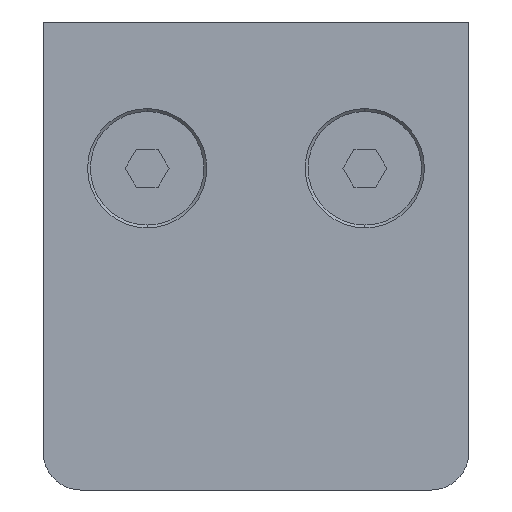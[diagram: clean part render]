
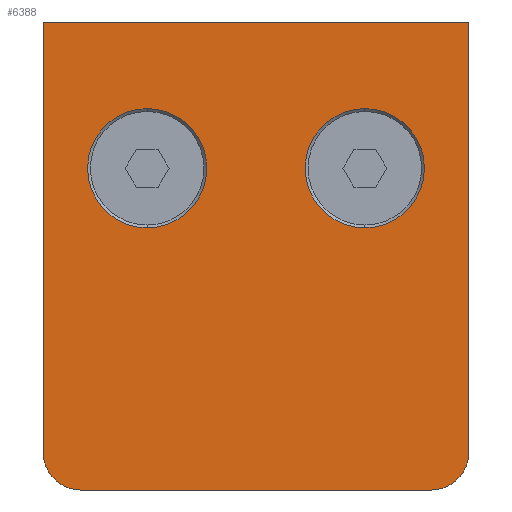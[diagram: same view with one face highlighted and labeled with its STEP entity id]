
A CAD part, front view. The second image highlights one B-rep face of the part: STEP entity #6388.
In plain terms, the highlighted planar face has unit normal (0, -1, 0).
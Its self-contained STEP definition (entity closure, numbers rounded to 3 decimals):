
#240 = AXIS2_PLACEMENT_3D ( 'NONE', #19718, #12831, #17271 ) ;
#850 = EDGE_CURVE ( 'NONE', #18839, #15079, #22802, .T. ) ;
#1271 = CARTESIAN_POINT ( 'NONE',  ( -18.5, 0.5, -45. ) ) ;
#1344 = CARTESIAN_POINT ( 'NONE',  ( 11.5, 0.5, -11. ) ) ;
#1649 = ORIENTED_EDGE ( 'NONE', *, *, #6055, .F. ) ;
#1766 = DIRECTION ( 'NONE',  ( 0., -1., 0. ) ) ;
#1920 = DIRECTION ( 'NONE',  ( 0., 0., -1. ) ) ;
#2061 = EDGE_CURVE ( 'NONE', #15079, #3848, #21065, .T. ) ;
#2316 = ORIENTED_EDGE ( 'NONE', *, *, #3695, .F. ) ;
#2684 = CARTESIAN_POINT ( 'NONE',  ( 18.5, 0.5, -41. ) ) ;
#3695 = EDGE_CURVE ( 'NONE', #17208, #14823, #11845, .T. ) ;
#3830 = VERTEX_POINT ( 'NONE', #16114 ) ;
#3848 = VERTEX_POINT ( 'NONE', #6329 ) ;
#5019 = CARTESIAN_POINT ( 'NONE',  ( 11.5, 0.5, -17.3 ) ) ;
#5496 = EDGE_LOOP ( 'NONE', ( #10644, #2316 ) ) ;
#5588 = EDGE_CURVE ( 'NONE', #14823, #17208, #29872, .T. ) ;
#5593 = CIRCLE ( 'NONE', #22660, 6.3 ) ;
#5699 = EDGE_CURVE ( 'NONE', #3848, #3830, #30162, .T. ) ;
#6055 = EDGE_CURVE ( 'NONE', #3830, #22965, #17309, .T. ) ;
#6329 = CARTESIAN_POINT ( 'NONE',  ( -22.5, 0.5, -41. ) ) ;
#6388 = ADVANCED_FACE ( 'NONE', ( #28588, #7780, #26879 ), #15279, .T. ) ;
#6446 = VECTOR ( 'NONE', #11048, 1000. ) ;
#7077 = VECTOR ( 'NONE', #13048, 1000. ) ;
#7117 = DIRECTION ( 'NONE',  ( 0., 1., 0. ) ) ;
#7377 = EDGE_CURVE ( 'NONE', #12606, #14819, #15838, .T. ) ;
#7780 = FACE_BOUND ( 'NONE', #5496, .T. ) ;
#7868 = EDGE_CURVE ( 'NONE', #14819, #12606, #5593, .T. ) ;
#8506 = LINE ( 'NONE', #17860, #15602 ) ;
#8835 = AXIS2_PLACEMENT_3D ( 'NONE', #28521, #7117, #16756 ) ;
#8897 = DIRECTION ( 'NONE',  ( 0., -1., 0. ) ) ;
#9811 = ORIENTED_EDGE ( 'NONE', *, *, #13125, .F. ) ;
#10644 = ORIENTED_EDGE ( 'NONE', *, *, #5588, .F. ) ;
#10899 = ORIENTED_EDGE ( 'NONE', *, *, #7377, .F. ) ;
#11048 = DIRECTION ( 'NONE',  ( 0., 0., 1. ) ) ;
#11724 = DIRECTION ( 'NONE',  ( 0., 0., -1. ) ) ;
#11845 = CIRCLE ( 'NONE', #18201, 6.3 ) ;
#12606 = VERTEX_POINT ( 'NONE', #25844 ) ;
#12831 = DIRECTION ( 'NONE',  ( 0., -1., 0. ) ) ;
#12865 = CARTESIAN_POINT ( 'NONE',  ( 0., 0.5, 4.454 ) ) ;
#13048 = DIRECTION ( 'NONE',  ( -1., 0., 0. ) ) ;
#13052 = ORIENTED_EDGE ( 'NONE', *, *, #2061, .F. ) ;
#13125 = EDGE_CURVE ( 'NONE', #22965, #15405, #8506, .T. ) ;
#13400 = CARTESIAN_POINT ( 'NONE',  ( -11.5, 0.5, -11. ) ) ;
#14189 = CIRCLE ( 'NONE', #28852, 4. ) ;
#14819 = VERTEX_POINT ( 'NONE', #5019 ) ;
#14823 = VERTEX_POINT ( 'NONE', #16947 ) ;
#15079 = VERTEX_POINT ( 'NONE', #15850 ) ;
#15279 = PLANE ( 'NONE',  #240 ) ;
#15405 = VERTEX_POINT ( 'NONE', #24459 ) ;
#15602 = VECTOR ( 'NONE', #27161, 1000. ) ;
#15693 = DIRECTION ( 'NONE',  ( 0., -1., 0. ) ) ;
#15838 = CIRCLE ( 'NONE', #23629, 6.3 ) ;
#15850 = CARTESIAN_POINT ( 'NONE',  ( -18.5, 0.5, -45. ) ) ;
#16114 = CARTESIAN_POINT ( 'NONE',  ( -22.5, 0.5, 4.454 ) ) ;
#16756 = DIRECTION ( 'NONE',  ( 0., 0., -1. ) ) ;
#16947 = CARTESIAN_POINT ( 'NONE',  ( -11.5, 0.5, -17.3 ) ) ;
#17208 = VERTEX_POINT ( 'NONE', #28419 ) ;
#17271 = DIRECTION ( 'NONE',  ( 0., 0., -1. ) ) ;
#17309 = LINE ( 'NONE', #12865, #24508 ) ;
#17860 = CARTESIAN_POINT ( 'NONE',  ( 22.5, 0.5, 0. ) ) ;
#18152 = AXIS2_PLACEMENT_3D ( 'NONE', #20678, #8897, #30164 ) ;
#18201 = AXIS2_PLACEMENT_3D ( 'NONE', #13400, #1766, #1920 ) ;
#18839 = VERTEX_POINT ( 'NONE', #24123 ) ;
#19341 = CARTESIAN_POINT ( 'NONE',  ( 22.5, 0.5, 4.454 ) ) ;
#19718 = CARTESIAN_POINT ( 'NONE',  ( -18.5, 0.5, -41. ) ) ;
#20008 = DIRECTION ( 'NONE',  ( 0., -1., 0. ) ) ;
#20108 = ORIENTED_EDGE ( 'NONE', *, *, #7868, .F. ) ;
#20127 = CARTESIAN_POINT ( 'NONE',  ( 11.5, 0.5, -11. ) ) ;
#20641 = ORIENTED_EDGE ( 'NONE', *, *, #27188, .F. ) ;
#20676 = CARTESIAN_POINT ( 'NONE',  ( -22.5, 0.5, 0. ) ) ;
#20678 = CARTESIAN_POINT ( 'NONE',  ( -11.5, 0.5, -11. ) ) ;
#21065 = CIRCLE ( 'NONE', #8835, 4. ) ;
#22323 = DIRECTION ( 'NONE',  ( 1., 0., 0. ) ) ;
#22660 = AXIS2_PLACEMENT_3D ( 'NONE', #20127, #15693, #29304 ) ;
#22802 = LINE ( 'NONE', #1271, #7077 ) ;
#22965 = VERTEX_POINT ( 'NONE', #19341 ) ;
#23629 = AXIS2_PLACEMENT_3D ( 'NONE', #1344, #20008, #29344 ) ;
#24123 = CARTESIAN_POINT ( 'NONE',  ( 18.5, 0.5, -45. ) ) ;
#24445 = EDGE_LOOP ( 'NONE', ( #28963, #13052, #27087, #20641, #9811, #1649 ) ) ;
#24459 = CARTESIAN_POINT ( 'NONE',  ( 22.5, 0.5, -41. ) ) ;
#24508 = VECTOR ( 'NONE', #22323, 1000. ) ;
#25844 = CARTESIAN_POINT ( 'NONE',  ( 11.5, 0.5, -4.7 ) ) ;
#26879 = FACE_OUTER_BOUND ( 'NONE', #24445, .T. ) ;
#27087 = ORIENTED_EDGE ( 'NONE', *, *, #850, .F. ) ;
#27161 = DIRECTION ( 'NONE',  ( 0., 0., -1. ) ) ;
#27188 = EDGE_CURVE ( 'NONE', #15405, #18839, #14189, .T. ) ;
#27930 = DIRECTION ( 'NONE',  ( 0., 1., 0. ) ) ;
#28419 = CARTESIAN_POINT ( 'NONE',  ( -11.5, 0.5, -4.7 ) ) ;
#28521 = CARTESIAN_POINT ( 'NONE',  ( -18.5, 0.5, -41. ) ) ;
#28588 = FACE_BOUND ( 'NONE', #28814, .T. ) ;
#28814 = EDGE_LOOP ( 'NONE', ( #20108, #10899 ) ) ;
#28852 = AXIS2_PLACEMENT_3D ( 'NONE', #2684, #27930, #11724 ) ;
#28963 = ORIENTED_EDGE ( 'NONE', *, *, #5699, .F. ) ;
#29304 = DIRECTION ( 'NONE',  ( 0., 0., -1. ) ) ;
#29344 = DIRECTION ( 'NONE',  ( 0., 0., -1. ) ) ;
#29872 = CIRCLE ( 'NONE', #18152, 6.3 ) ;
#30162 = LINE ( 'NONE', #20676, #6446 ) ;
#30164 = DIRECTION ( 'NONE',  ( 0., 0., -1. ) ) ;
